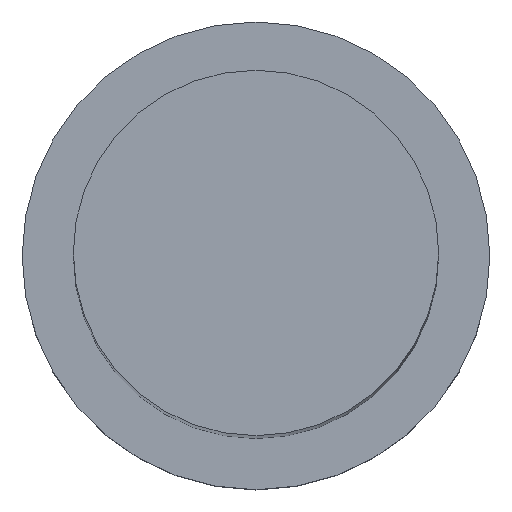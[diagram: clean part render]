
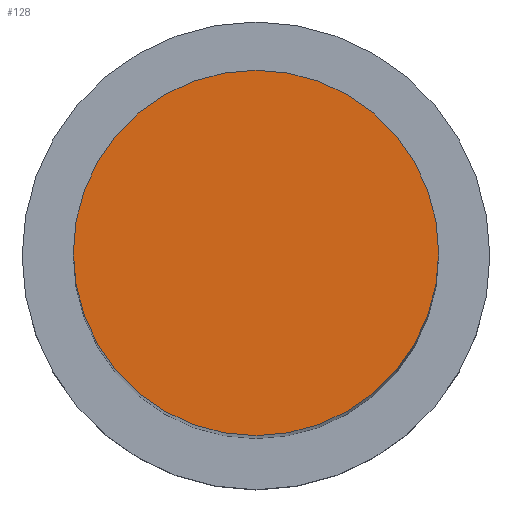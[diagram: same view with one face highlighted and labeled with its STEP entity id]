
A CAD part, top view. The second image highlights one B-rep face of the part: STEP entity #128.
In plain terms, the highlighted planar face has unit normal (0, 0, 1).
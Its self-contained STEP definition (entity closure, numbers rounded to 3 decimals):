
#5 = AXIS2_PLACEMENT_3D ( 'NONE', #209, #103, #84 ) ;
#11 = VERTEX_POINT ( 'NONE', #113 ) ;
#13 = EDGE_CURVE ( 'NONE', #22, #11, #212, .T. ) ;
#16 = DIRECTION ( 'NONE',  ( 0., 0., 1. ) ) ;
#22 = VERTEX_POINT ( 'NONE', #94 ) ;
#27 = EDGE_CURVE ( 'NONE', #11, #22, #194, .T. ) ;
#43 = ORIENTED_EDGE ( 'NONE', *, *, #13, .T. ) ;
#52 = DIRECTION ( 'NONE',  ( 0., 0., 1. ) ) ;
#53 = DIRECTION ( 'NONE',  ( 1., 0., 0. ) ) ;
#84 = DIRECTION ( 'NONE',  ( 1., 0., 0. ) ) ;
#94 = CARTESIAN_POINT ( 'NONE',  ( 12.5, 0., 125. ) ) ;
#103 = DIRECTION ( 'NONE',  ( 0., 0., 1. ) ) ;
#113 = CARTESIAN_POINT ( 'NONE',  ( -12.5, 0., 125. ) ) ;
#121 = PLANE ( 'NONE',  #5 ) ;
#128 = ADVANCED_FACE ( 'NONE', ( #188 ), #121, .T. ) ;
#174 = EDGE_LOOP ( 'NONE', ( #251, #43 ) ) ;
#181 = DIRECTION ( 'NONE',  ( 1., 0., 0. ) ) ;
#186 = AXIS2_PLACEMENT_3D ( 'NONE', #202, #16, #181 ) ;
#188 = FACE_OUTER_BOUND ( 'NONE', #174, .T. ) ;
#194 = CIRCLE ( 'NONE', #246, 12.5 ) ;
#202 = CARTESIAN_POINT ( 'NONE',  ( 0., 0., 125. ) ) ;
#209 = CARTESIAN_POINT ( 'NONE',  ( 0., 0., 125. ) ) ;
#212 = CIRCLE ( 'NONE', #186, 12.5 ) ;
#237 = CARTESIAN_POINT ( 'NONE',  ( 0., 0., 125. ) ) ;
#246 = AXIS2_PLACEMENT_3D ( 'NONE', #237, #52, #53 ) ;
#251 = ORIENTED_EDGE ( 'NONE', *, *, #27, .T. ) ;
